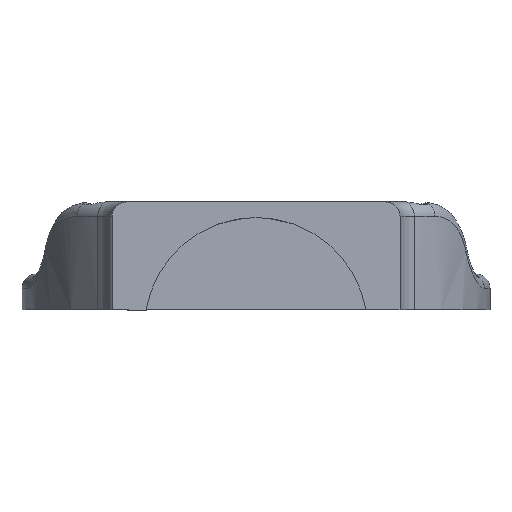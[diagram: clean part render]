
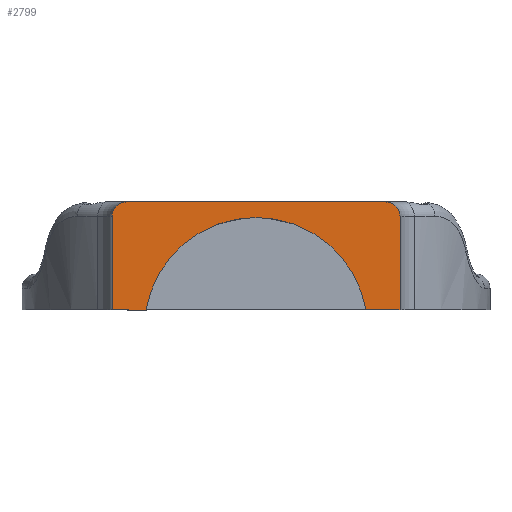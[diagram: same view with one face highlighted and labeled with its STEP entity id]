
A CAD part, front view. The second image highlights one B-rep face of the part: STEP entity #2799.
In plain terms, the highlighted planar face has unit normal (0, -1, 0).
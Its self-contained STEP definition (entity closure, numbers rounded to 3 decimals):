
#73 = PLANE('',#74);
#74 = AXIS2_PLACEMENT_3D('',#75,#76,#77);
#75 = CARTESIAN_POINT('',(0.,27.635,0.));
#76 = DIRECTION('',(0.,0.,1.));
#77 = DIRECTION('',(1.,0.,0.));
#362 = VERTEX_POINT('',#363);
#363 = CARTESIAN_POINT('',(-20.,0.,0.));
#378 = CYLINDRICAL_SURFACE('',#379,7.97);
#379 = AXIS2_PLACEMENT_3D('',#380,#381,#382);
#380 = CARTESIAN_POINT('',(-27.97,0.,0.));
#381 = DIRECTION('',(-0.,-0.,-1.));
#382 = DIRECTION('',(1.,0.,0.));
#390 = EDGE_CURVE('',#362,#391,#393,.T.);
#391 = VERTEX_POINT('',#392);
#392 = CARTESIAN_POINT('',(-15.272,0.,0.));
#393 = SURFACE_CURVE('',#394,(#398,#405),.PCURVE_S1.);
#394 = LINE('',#395,#396);
#395 = CARTESIAN_POINT('',(-20.,0.,0.));
#396 = VECTOR('',#397,1.);
#397 = DIRECTION('',(1.,0.,0.));
#398 = PCURVE('',#73,#399);
#399 = DEFINITIONAL_REPRESENTATION('',(#400),#404);
#400 = LINE('',#401,#402);
#401 = CARTESIAN_POINT('',(-20.,-27.635));
#402 = VECTOR('',#403,1.);
#403 = DIRECTION('',(1.,0.));
#404 = ( GEOMETRIC_REPRESENTATION_CONTEXT(2) 
PARAMETRIC_REPRESENTATION_CONTEXT() REPRESENTATION_CONTEXT('2D SPACE',''
  ) );
#405 = PCURVE('',#406,#411);
#406 = PLANE('',#407);
#407 = AXIS2_PLACEMENT_3D('',#408,#409,#410);
#408 = CARTESIAN_POINT('',(-20.,0.,0.));
#409 = DIRECTION('',(0.,1.,0.));
#410 = DIRECTION('',(1.,0.,0.));
#411 = DEFINITIONAL_REPRESENTATION('',(#412),#416);
#412 = LINE('',#413,#414);
#413 = CARTESIAN_POINT('',(0.,0.));
#414 = VECTOR('',#415,1.);
#415 = DIRECTION('',(1.,0.));
#416 = ( GEOMETRIC_REPRESENTATION_CONTEXT(2) 
PARAMETRIC_REPRESENTATION_CONTEXT() REPRESENTATION_CONTEXT('2D SPACE',''
  ) );
#434 = CYLINDRICAL_SURFACE('',#435,15.5);
#435 = AXIS2_PLACEMENT_3D('',#436,#437,#438);
#436 = CARTESIAN_POINT('',(0.,0.,-2.65));
#437 = DIRECTION('',(0.,-1.,0.));
#438 = DIRECTION('',(1.,0.,0.));
#475 = VERTEX_POINT('',#476);
#476 = CARTESIAN_POINT('',(15.272,0.,0.));
#497 = EDGE_CURVE('',#475,#498,#500,.T.);
#498 = VERTEX_POINT('',#499);
#499 = CARTESIAN_POINT('',(20.,0.,0.));
#500 = SURFACE_CURVE('',#501,(#505,#512),.PCURVE_S1.);
#501 = LINE('',#502,#503);
#502 = CARTESIAN_POINT('',(-20.,0.,0.));
#503 = VECTOR('',#504,1.);
#504 = DIRECTION('',(1.,0.,0.));
#505 = PCURVE('',#73,#506);
#506 = DEFINITIONAL_REPRESENTATION('',(#507),#511);
#507 = LINE('',#508,#509);
#508 = CARTESIAN_POINT('',(-20.,-27.635));
#509 = VECTOR('',#510,1.);
#510 = DIRECTION('',(1.,0.));
#511 = ( GEOMETRIC_REPRESENTATION_CONTEXT(2) 
PARAMETRIC_REPRESENTATION_CONTEXT() REPRESENTATION_CONTEXT('2D SPACE',''
  ) );
#512 = PCURVE('',#406,#513);
#513 = DEFINITIONAL_REPRESENTATION('',(#514),#518);
#514 = LINE('',#515,#516);
#515 = CARTESIAN_POINT('',(0.,0.));
#516 = VECTOR('',#517,1.);
#517 = DIRECTION('',(1.,0.));
#518 = ( GEOMETRIC_REPRESENTATION_CONTEXT(2) 
PARAMETRIC_REPRESENTATION_CONTEXT() REPRESENTATION_CONTEXT('2D SPACE',''
  ) );
#537 = CYLINDRICAL_SURFACE('',#538,7.97);
#538 = AXIS2_PLACEMENT_3D('',#539,#540,#541);
#539 = CARTESIAN_POINT('',(27.97,0.,0.));
#540 = DIRECTION('',(-0.,-0.,-1.));
#541 = DIRECTION('',(1.,0.,0.));
#2750 = VERTEX_POINT('',#2751);
#2751 = CARTESIAN_POINT('',(20.,0.,13.));
#2766 = TOROIDAL_SURFACE('',#2767,9.97,2.);
#2767 = AXIS2_PLACEMENT_3D('',#2768,#2769,#2770);
#2768 = CARTESIAN_POINT('',(27.97,0.,13.));
#2769 = DIRECTION('',(-0.,-0.,-1.));
#2770 = DIRECTION('',(-0.749,0.663,0.));
#2778 = EDGE_CURVE('',#498,#2750,#2779,.T.);
#2779 = SURFACE_CURVE('',#2780,(#2784,#2791),.PCURVE_S1.);
#2780 = LINE('',#2781,#2782);
#2781 = CARTESIAN_POINT('',(20.,0.,0.));
#2782 = VECTOR('',#2783,1.);
#2783 = DIRECTION('',(0.,0.,1.));
#2784 = PCURVE('',#537,#2785);
#2785 = DEFINITIONAL_REPRESENTATION('',(#2786),#2790);
#2786 = LINE('',#2787,#2788);
#2787 = CARTESIAN_POINT('',(-3.142,0.));
#2788 = VECTOR('',#2789,1.);
#2789 = DIRECTION('',(-0.,-1.));
#2790 = ( GEOMETRIC_REPRESENTATION_CONTEXT(2) 
PARAMETRIC_REPRESENTATION_CONTEXT() REPRESENTATION_CONTEXT('2D SPACE',''
  ) );
#2791 = PCURVE('',#406,#2792);
#2792 = DEFINITIONAL_REPRESENTATION('',(#2793),#2797);
#2793 = LINE('',#2794,#2795);
#2794 = CARTESIAN_POINT('',(40.,0.));
#2795 = VECTOR('',#2796,1.);
#2796 = DIRECTION('',(0.,-1.));
#2797 = ( GEOMETRIC_REPRESENTATION_CONTEXT(2) 
PARAMETRIC_REPRESENTATION_CONTEXT() REPRESENTATION_CONTEXT('2D SPACE',''
  ) );
#2799 = ADVANCED_FACE('',(#2800),#406,.F.);
#2800 = FACE_BOUND('',#2801,.F.);
#2801 = EDGE_LOOP('',(#2802,#2825,#2854,#2882,#2908,#2909,#2910,#2936));
#2802 = ORIENTED_EDGE('',*,*,#2803,.T.);
#2803 = EDGE_CURVE('',#362,#2804,#2806,.T.);
#2804 = VERTEX_POINT('',#2805);
#2805 = CARTESIAN_POINT('',(-20.,0.,13.));
#2806 = SURFACE_CURVE('',#2807,(#2811,#2818),.PCURVE_S1.);
#2807 = LINE('',#2808,#2809);
#2808 = CARTESIAN_POINT('',(-20.,0.,0.));
#2809 = VECTOR('',#2810,1.);
#2810 = DIRECTION('',(0.,0.,1.));
#2811 = PCURVE('',#406,#2812);
#2812 = DEFINITIONAL_REPRESENTATION('',(#2813),#2817);
#2813 = LINE('',#2814,#2815);
#2814 = CARTESIAN_POINT('',(0.,0.));
#2815 = VECTOR('',#2816,1.);
#2816 = DIRECTION('',(0.,-1.));
#2817 = ( GEOMETRIC_REPRESENTATION_CONTEXT(2) 
PARAMETRIC_REPRESENTATION_CONTEXT() REPRESENTATION_CONTEXT('2D SPACE',''
  ) );
#2818 = PCURVE('',#378,#2819);
#2819 = DEFINITIONAL_REPRESENTATION('',(#2820),#2824);
#2820 = LINE('',#2821,#2822);
#2821 = CARTESIAN_POINT('',(-0.,0.));
#2822 = VECTOR('',#2823,1.);
#2823 = DIRECTION('',(-0.,-1.));
#2824 = ( GEOMETRIC_REPRESENTATION_CONTEXT(2) 
PARAMETRIC_REPRESENTATION_CONTEXT() REPRESENTATION_CONTEXT('2D SPACE',''
  ) );
#2825 = ORIENTED_EDGE('',*,*,#2826,.T.);
#2826 = EDGE_CURVE('',#2804,#2827,#2829,.T.);
#2827 = VERTEX_POINT('',#2828);
#2828 = CARTESIAN_POINT('',(-18.,0.,15.));
#2829 = SURFACE_CURVE('',#2830,(#2835,#2842),.PCURVE_S1.);
#2830 = CIRCLE('',#2831,2.);
#2831 = AXIS2_PLACEMENT_3D('',#2832,#2833,#2834);
#2832 = CARTESIAN_POINT('',(-18.,0.,13.));
#2833 = DIRECTION('',(0.,1.,0.));
#2834 = DIRECTION('',(-1.,0.,0.));
#2835 = PCURVE('',#406,#2836);
#2836 = DEFINITIONAL_REPRESENTATION('',(#2837),#2841);
#2837 = CIRCLE('',#2838,2.);
#2838 = AXIS2_PLACEMENT_2D('',#2839,#2840);
#2839 = CARTESIAN_POINT('',(2.,-13.));
#2840 = DIRECTION('',(-1.,-0.));
#2841 = ( GEOMETRIC_REPRESENTATION_CONTEXT(2) 
PARAMETRIC_REPRESENTATION_CONTEXT() REPRESENTATION_CONTEXT('2D SPACE',''
  ) );
#2842 = PCURVE('',#2843,#2848);
#2843 = TOROIDAL_SURFACE('',#2844,9.97,2.);
#2844 = AXIS2_PLACEMENT_3D('',#2845,#2846,#2847);
#2845 = CARTESIAN_POINT('',(-27.97,0.,13.));
#2846 = DIRECTION('',(-0.,-0.,-1.));
#2847 = DIRECTION('',(1.,0.,0.));
#2848 = DEFINITIONAL_REPRESENTATION('',(#2849),#2853);
#2849 = LINE('',#2850,#2851);
#2850 = CARTESIAN_POINT('',(0.,3.142));
#2851 = VECTOR('',#2852,1.);
#2852 = DIRECTION('',(-0.,1.));
#2853 = ( GEOMETRIC_REPRESENTATION_CONTEXT(2) 
PARAMETRIC_REPRESENTATION_CONTEXT() REPRESENTATION_CONTEXT('2D SPACE',''
  ) );
#2854 = ORIENTED_EDGE('',*,*,#2855,.T.);
#2855 = EDGE_CURVE('',#2827,#2856,#2858,.T.);
#2856 = VERTEX_POINT('',#2857);
#2857 = CARTESIAN_POINT('',(18.,0.,15.));
#2858 = SURFACE_CURVE('',#2859,(#2863,#2870),.PCURVE_S1.);
#2859 = LINE('',#2860,#2861);
#2860 = CARTESIAN_POINT('',(-20.,0.,15.));
#2861 = VECTOR('',#2862,1.);
#2862 = DIRECTION('',(1.,0.,0.));
#2863 = PCURVE('',#406,#2864);
#2864 = DEFINITIONAL_REPRESENTATION('',(#2865),#2869);
#2865 = LINE('',#2866,#2867);
#2866 = CARTESIAN_POINT('',(0.,-15.));
#2867 = VECTOR('',#2868,1.);
#2868 = DIRECTION('',(1.,0.));
#2869 = ( GEOMETRIC_REPRESENTATION_CONTEXT(2) 
PARAMETRIC_REPRESENTATION_CONTEXT() REPRESENTATION_CONTEXT('2D SPACE',''
  ) );
#2870 = PCURVE('',#2871,#2876);
#2871 = PLANE('',#2872);
#2872 = AXIS2_PLACEMENT_3D('',#2873,#2874,#2875);
#2873 = CARTESIAN_POINT('',(0.,27.635,15.));
#2874 = DIRECTION('',(0.,0.,1.));
#2875 = DIRECTION('',(1.,0.,0.));
#2876 = DEFINITIONAL_REPRESENTATION('',(#2877),#2881);
#2877 = LINE('',#2878,#2879);
#2878 = CARTESIAN_POINT('',(-20.,-27.635));
#2879 = VECTOR('',#2880,1.);
#2880 = DIRECTION('',(1.,0.));
#2881 = ( GEOMETRIC_REPRESENTATION_CONTEXT(2) 
PARAMETRIC_REPRESENTATION_CONTEXT() REPRESENTATION_CONTEXT('2D SPACE',''
  ) );
#2882 = ORIENTED_EDGE('',*,*,#2883,.F.);
#2883 = EDGE_CURVE('',#2750,#2856,#2884,.T.);
#2884 = SURFACE_CURVE('',#2885,(#2890,#2901),.PCURVE_S1.);
#2885 = CIRCLE('',#2886,2.);
#2886 = AXIS2_PLACEMENT_3D('',#2887,#2888,#2889);
#2887 = CARTESIAN_POINT('',(18.,0.,13.));
#2888 = DIRECTION('',(0.,-1.,0.));
#2889 = DIRECTION('',(-1.,0.,0.));
#2890 = PCURVE('',#406,#2891);
#2891 = DEFINITIONAL_REPRESENTATION('',(#2892),#2900);
#2892 = ( BOUNDED_CURVE() B_SPLINE_CURVE(2,(#2893,#2894,#2895,#2896,
#2897,#2898,#2899),.UNSPECIFIED.,.T.,.F.) B_SPLINE_CURVE_WITH_KNOTS((1,2
    ,2,2,2,1),(-2.094,0.,2.094,4.189,
6.283,8.378),.UNSPECIFIED.) CURVE() 
GEOMETRIC_REPRESENTATION_ITEM() RATIONAL_B_SPLINE_CURVE((1.,0.5,1.,0.5,
1.,0.5,1.)) REPRESENTATION_ITEM('') );
#2893 = CARTESIAN_POINT('',(36.,-13.));
#2894 = CARTESIAN_POINT('',(36.,-9.536));
#2895 = CARTESIAN_POINT('',(39.,-11.268));
#2896 = CARTESIAN_POINT('',(42.,-13.));
#2897 = CARTESIAN_POINT('',(39.,-14.732));
#2898 = CARTESIAN_POINT('',(36.,-16.464));
#2899 = CARTESIAN_POINT('',(36.,-13.));
#2900 = ( GEOMETRIC_REPRESENTATION_CONTEXT(2) 
PARAMETRIC_REPRESENTATION_CONTEXT() REPRESENTATION_CONTEXT('2D SPACE',''
  ) );
#2901 = PCURVE('',#2766,#2902);
#2902 = DEFINITIONAL_REPRESENTATION('',(#2903),#2907);
#2903 = LINE('',#2904,#2905);
#2904 = CARTESIAN_POINT('',(-0.724,0.));
#2905 = VECTOR('',#2906,1.);
#2906 = DIRECTION('',(-0.,1.));
#2907 = ( GEOMETRIC_REPRESENTATION_CONTEXT(2) 
PARAMETRIC_REPRESENTATION_CONTEXT() REPRESENTATION_CONTEXT('2D SPACE',''
  ) );
#2908 = ORIENTED_EDGE('',*,*,#2778,.F.);
#2909 = ORIENTED_EDGE('',*,*,#497,.F.);
#2910 = ORIENTED_EDGE('',*,*,#2911,.T.);
#2911 = EDGE_CURVE('',#475,#391,#2912,.T.);
#2912 = SURFACE_CURVE('',#2913,(#2918,#2929),.PCURVE_S1.);
#2913 = CIRCLE('',#2914,15.5);
#2914 = AXIS2_PLACEMENT_3D('',#2915,#2916,#2917);
#2915 = CARTESIAN_POINT('',(0.,0.,-2.65));
#2916 = DIRECTION('',(0.,-1.,0.));
#2917 = DIRECTION('',(1.,0.,0.));
#2918 = PCURVE('',#406,#2919);
#2919 = DEFINITIONAL_REPRESENTATION('',(#2920),#2928);
#2920 = ( BOUNDED_CURVE() B_SPLINE_CURVE(2,(#2921,#2922,#2923,#2924,
#2925,#2926,#2927),.UNSPECIFIED.,.T.,.F.) B_SPLINE_CURVE_WITH_KNOTS((1,2
    ,2,2,2,1),(-2.094,0.,2.094,4.189,
6.283,8.378),.UNSPECIFIED.) CURVE() 
GEOMETRIC_REPRESENTATION_ITEM() RATIONAL_B_SPLINE_CURVE((1.,0.5,1.,0.5,
1.,0.5,1.)) REPRESENTATION_ITEM('') );
#2921 = CARTESIAN_POINT('',(35.5,2.65));
#2922 = CARTESIAN_POINT('',(35.5,-24.197));
#2923 = CARTESIAN_POINT('',(12.25,-10.773));
#2924 = CARTESIAN_POINT('',(-11.,2.65));
#2925 = CARTESIAN_POINT('',(12.25,16.073));
#2926 = CARTESIAN_POINT('',(35.5,29.497));
#2927 = CARTESIAN_POINT('',(35.5,2.65));
#2928 = ( GEOMETRIC_REPRESENTATION_CONTEXT(2) 
PARAMETRIC_REPRESENTATION_CONTEXT() REPRESENTATION_CONTEXT('2D SPACE',''
  ) );
#2929 = PCURVE('',#434,#2930);
#2930 = DEFINITIONAL_REPRESENTATION('',(#2931),#2935);
#2931 = LINE('',#2932,#2933);
#2932 = CARTESIAN_POINT('',(0.,0.));
#2933 = VECTOR('',#2934,1.);
#2934 = DIRECTION('',(1.,0.));
#2935 = ( GEOMETRIC_REPRESENTATION_CONTEXT(2) 
PARAMETRIC_REPRESENTATION_CONTEXT() REPRESENTATION_CONTEXT('2D SPACE',''
  ) );
#2936 = ORIENTED_EDGE('',*,*,#390,.F.);
